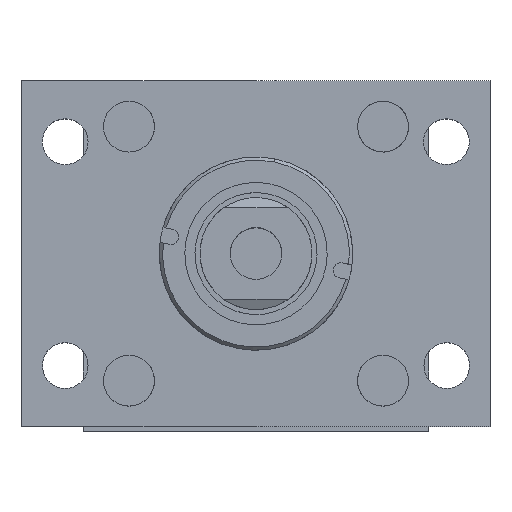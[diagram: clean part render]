
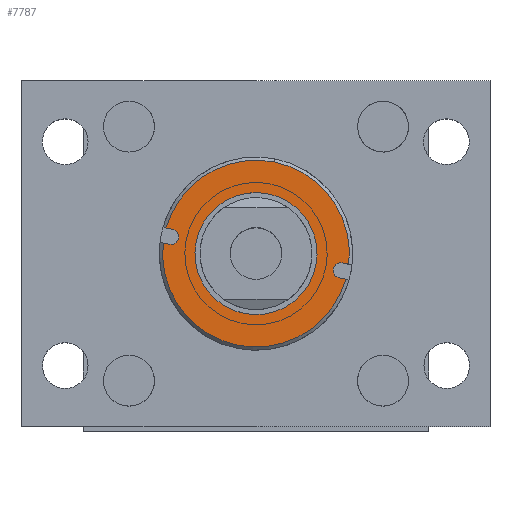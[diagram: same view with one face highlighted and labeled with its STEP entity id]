
A CAD part, top view. The second image highlights one B-rep face of the part: STEP entity #7787.
In plain terms, the highlighted face is planar.
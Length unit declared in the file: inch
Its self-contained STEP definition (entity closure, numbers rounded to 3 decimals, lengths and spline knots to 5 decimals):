
#61 = DIRECTION ( 'NONE',  ( 0., 0., -1. ) ) ;
#546 = VECTOR ( 'NONE', #9053, 39.37008 ) ;
#704 = DIRECTION ( 'NONE',  ( -1., 0., 0. ) ) ;
#728 = LINE ( 'NONE', #8802, #6005 ) ;
#787 = CARTESIAN_POINT ( 'NONE',  ( 9.17484, 15.23865, 0.094 ) ) ;
#846 = CARTESIAN_POINT ( 'NONE',  ( 9.17484, 16.3823, -1.1475 ) ) ;
#870 = CARTESIAN_POINT ( 'NONE',  ( 9.17484, 17.4443, 0. ) ) ;
#1076 = EDGE_CURVE ( 'NONE', #4169, #1492, #1719, .T. ) ;
#1181 = AXIS2_PLACEMENT_3D ( 'NONE', #3386, #5775, #6443 ) ;
#1330 = FACE_OUTER_BOUND ( 'NONE', #4085, .T. ) ;
#1401 = EDGE_CURVE ( 'NONE', #6570, #9218, #9366, .T. ) ;
#1476 = VECTOR ( 'NONE', #3004, 39.37008 ) ;
#1492 = VERTEX_POINT ( 'NONE', #8678 ) ;
#1719 = CIRCLE ( 'NONE', #1817, 1.1475 ) ;
#1760 = VERTEX_POINT ( 'NONE', #5928 ) ;
#1817 = AXIS2_PLACEMENT_3D ( 'NONE', #8858, #4129, #5768 ) ;
#1973 = CARTESIAN_POINT ( 'NONE',  ( 9.17484, 16.3823, -0.75 ) ) ;
#2072 = AXIS2_PLACEMENT_3D ( 'NONE', #5654, #4050, #2455 ) ;
#2256 = ORIENTED_EDGE ( 'NONE', *, *, #2415, .T. ) ;
#2415 = EDGE_CURVE ( 'NONE', #9218, #6041, #4899, .T. ) ;
#2435 = CARTESIAN_POINT ( 'NONE',  ( 9.17484, 17.5298, -0.094 ) ) ;
#2455 = DIRECTION ( 'NONE',  ( 0., 0., 1. ) ) ;
#2644 = CARTESIAN_POINT ( 'NONE',  ( 9.17484, 17.52594, -0.094 ) ) ;
#2707 = CARTESIAN_POINT ( 'NONE',  ( 9.17484, 16.3823, 0.75 ) ) ;
#3004 = DIRECTION ( 'NONE',  ( 0., -1., 0. ) ) ;
#3037 = CIRCLE ( 'NONE', #4736, 0.094 ) ;
#3082 = CIRCLE ( 'NONE', #10028, 0.75 ) ;
#3386 = CARTESIAN_POINT ( 'NONE',  ( 9.17484, 16.3823, 0. ) ) ;
#3618 = EDGE_CURVE ( 'NONE', #1760, #4100, #3037, .T. ) ;
#3710 = CIRCLE ( 'NONE', #7449, 1.1475 ) ;
#4009 = AXIS2_PLACEMENT_3D ( 'NONE', #870, #9476, #61 ) ;
#4050 = DIRECTION ( 'NONE',  ( -1., 0., 0. ) ) ;
#4085 = EDGE_LOOP ( 'NONE', ( #6184, #9279, #5828, #9718, #5350, #7528, #4811, #2256, #8652 ) ) ;
#4100 = VERTEX_POINT ( 'NONE', #10076 ) ;
#4129 = DIRECTION ( 'NONE',  ( -1., 0., 0. ) ) ;
#4166 = CARTESIAN_POINT ( 'NONE',  ( 9.17484, 17.52594, 0.094 ) ) ;
#4169 = VERTEX_POINT ( 'NONE', #846 ) ;
#4259 = EDGE_CURVE ( 'NONE', #9667, #6570, #3710, .T. ) ;
#4623 = DIRECTION ( 'NONE',  ( 0., 0., -1. ) ) ;
#4719 = DIRECTION ( 'NONE',  ( 0., -1., 0. ) ) ;
#4736 = AXIS2_PLACEMENT_3D ( 'NONE', #6321, #7810, #4623 ) ;
#4770 = EDGE_CURVE ( 'NONE', #8272, #9626, #3082, .T. ) ;
#4773 = LINE ( 'NONE', #2435, #8478 ) ;
#4811 = ORIENTED_EDGE ( 'NONE', *, *, #1401, .T. ) ;
#4899 = CIRCLE ( 'NONE', #4009, 0.094 ) ;
#4950 = EDGE_CURVE ( 'NONE', #9626, #8272, #6151, .T. ) ;
#5031 = CARTESIAN_POINT ( 'NONE',  ( 9.17484, 16.3823, 0. ) ) ;
#5082 = ORIENTED_EDGE ( 'NONE', *, *, #4770, .F. ) ;
#5344 = EDGE_CURVE ( 'NONE', #1492, #1760, #728, .T. ) ;
#5350 = ORIENTED_EDGE ( 'NONE', *, *, #9535, .F. ) ;
#5364 = LINE ( 'NONE', #9125, #546 ) ;
#5370 = CARTESIAN_POINT ( 'NONE',  ( 9.17484, 17.5298, 0.094 ) ) ;
#5435 = DIRECTION ( 'NONE',  ( 1., 0., 0. ) ) ;
#5643 = DIRECTION ( 'NONE',  ( 0., 0., 1. ) ) ;
#5654 = CARTESIAN_POINT ( 'NONE',  ( 9.17484, 16.3823, 0. ) ) ;
#5768 = DIRECTION ( 'NONE',  ( 0., 0., 1. ) ) ;
#5775 = DIRECTION ( 'NONE',  ( -1., 0., 0. ) ) ;
#5828 = ORIENTED_EDGE ( 'NONE', *, *, #5344, .T. ) ;
#5928 = CARTESIAN_POINT ( 'NONE',  ( 9.17484, 15.3203, -0.094 ) ) ;
#5952 = VERTEX_POINT ( 'NONE', #2644 ) ;
#6005 = VECTOR ( 'NONE', #9229, 39.37008 ) ;
#6041 = VERTEX_POINT ( 'NONE', #6671 ) ;
#6097 = EDGE_LOOP ( 'NONE', ( #5082, #7580 ) ) ;
#6151 = CIRCLE ( 'NONE', #1181, 0.75 ) ;
#6184 = ORIENTED_EDGE ( 'NONE', *, *, #9803, .T. ) ;
#6321 = CARTESIAN_POINT ( 'NONE',  ( 9.17484, 15.3203, 0. ) ) ;
#6443 = DIRECTION ( 'NONE',  ( 0., 0., 1. ) ) ;
#6570 = VERTEX_POINT ( 'NONE', #4166 ) ;
#6671 = CARTESIAN_POINT ( 'NONE',  ( 9.17484, 17.4443, -0.094 ) ) ;
#6815 = AXIS2_PLACEMENT_3D ( 'NONE', #6966, #5435, #10091 ) ;
#6966 = CARTESIAN_POINT ( 'NONE',  ( 9.17484, 17.5298, 0. ) ) ;
#7039 = CARTESIAN_POINT ( 'NONE',  ( 9.17484, 17.4443, 0.094 ) ) ;
#7302 = EDGE_CURVE ( 'NONE', #5952, #6041, #4773, .T. ) ;
#7449 = AXIS2_PLACEMENT_3D ( 'NONE', #9356, #704, #8590 ) ;
#7528 = ORIENTED_EDGE ( 'NONE', *, *, #4259, .T. ) ;
#7580 = ORIENTED_EDGE ( 'NONE', *, *, #4950, .F. ) ;
#7704 = CIRCLE ( 'NONE', #2072, 1.1475 ) ;
#7787 = ADVANCED_FACE ( 'NONE', ( #1330, #9461 ), #8675, .F. ) ;
#7810 = DIRECTION ( 'NONE',  ( 1., 0., 0. ) ) ;
#8042 = DIRECTION ( 'NONE',  ( -1., 0., 0. ) ) ;
#8272 = VERTEX_POINT ( 'NONE', #2707 ) ;
#8478 = VECTOR ( 'NONE', #4719, 39.37008 ) ;
#8590 = DIRECTION ( 'NONE',  ( 0., 0., 1. ) ) ;
#8652 = ORIENTED_EDGE ( 'NONE', *, *, #7302, .F. ) ;
#8675 = PLANE ( 'NONE',  #6815 ) ;
#8678 = CARTESIAN_POINT ( 'NONE',  ( 9.17484, 15.23865, -0.094 ) ) ;
#8802 = CARTESIAN_POINT ( 'NONE',  ( 9.17484, 17.5298, -0.094 ) ) ;
#8858 = CARTESIAN_POINT ( 'NONE',  ( 9.17484, 16.3823, 0. ) ) ;
#9053 = DIRECTION ( 'NONE',  ( 0., 1., 0. ) ) ;
#9125 = CARTESIAN_POINT ( 'NONE',  ( 9.17484, 17.5298, 0.094 ) ) ;
#9218 = VERTEX_POINT ( 'NONE', #7039 ) ;
#9229 = DIRECTION ( 'NONE',  ( 0., 1., 0. ) ) ;
#9279 = ORIENTED_EDGE ( 'NONE', *, *, #1076, .T. ) ;
#9356 = CARTESIAN_POINT ( 'NONE',  ( 9.17484, 16.3823, 0. ) ) ;
#9366 = LINE ( 'NONE', #5370, #1476 ) ;
#9461 = FACE_BOUND ( 'NONE', #6097, .T. ) ;
#9476 = DIRECTION ( 'NONE',  ( 1., 0., 0. ) ) ;
#9535 = EDGE_CURVE ( 'NONE', #9667, #4100, #5364, .T. ) ;
#9626 = VERTEX_POINT ( 'NONE', #1973 ) ;
#9667 = VERTEX_POINT ( 'NONE', #787 ) ;
#9718 = ORIENTED_EDGE ( 'NONE', *, *, #3618, .T. ) ;
#9803 = EDGE_CURVE ( 'NONE', #5952, #4169, #7704, .T. ) ;
#10028 = AXIS2_PLACEMENT_3D ( 'NONE', #5031, #8042, #5643 ) ;
#10076 = CARTESIAN_POINT ( 'NONE',  ( 9.17484, 15.3203, 0.094 ) ) ;
#10091 = DIRECTION ( 'NONE',  ( 0., 1., 0. ) ) ;
